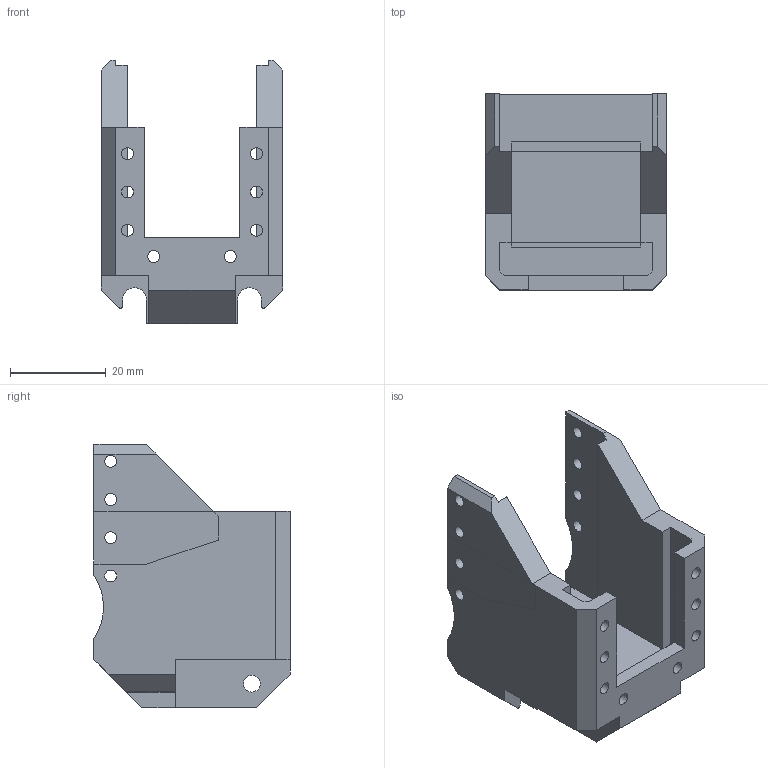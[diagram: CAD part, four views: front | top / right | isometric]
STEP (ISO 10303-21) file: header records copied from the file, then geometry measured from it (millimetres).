
FILE_DESCRIPTION(('FreeCAD Model'),'2;1');
FILE_NAME('ingle1.step', '2015-03-04T18:48:47',('FreeCAD'),('FreeCAD'), 'Open CASCADE STEP processor 6.7','FreeCAD','Unknown');
FILE_SCHEMA(('AUTOMOTIVE_DESIGN_CC2 { 1 2 10303 214 -1 1 5 4 }'));
Length unit declared in the file: millimetre
Products named in the file (1): ingle1
Bounding box: 38 x 41 x 55 mm (x, y, z)
Volume: 21706.6 mm3; surface area: 12236 mm2
Topology: 1 solids, 1 shells, 107 faces, 309 edges, 204 vertices
Faces by surface type: plane 86, cylinder 21
Full cylindrical faces by diameter (mm): 2.5 x16, 3.5 x1
Entity records: 8210 total; most frequent: CARTESIAN_POINT 1705, DIRECTION 913, ORIENTED_EDGE 618, PCURVE 618, DEFINITIONAL_REPRESENTATION 618, LINE 607, VECTOR 607, EDGE_CURVE 309
